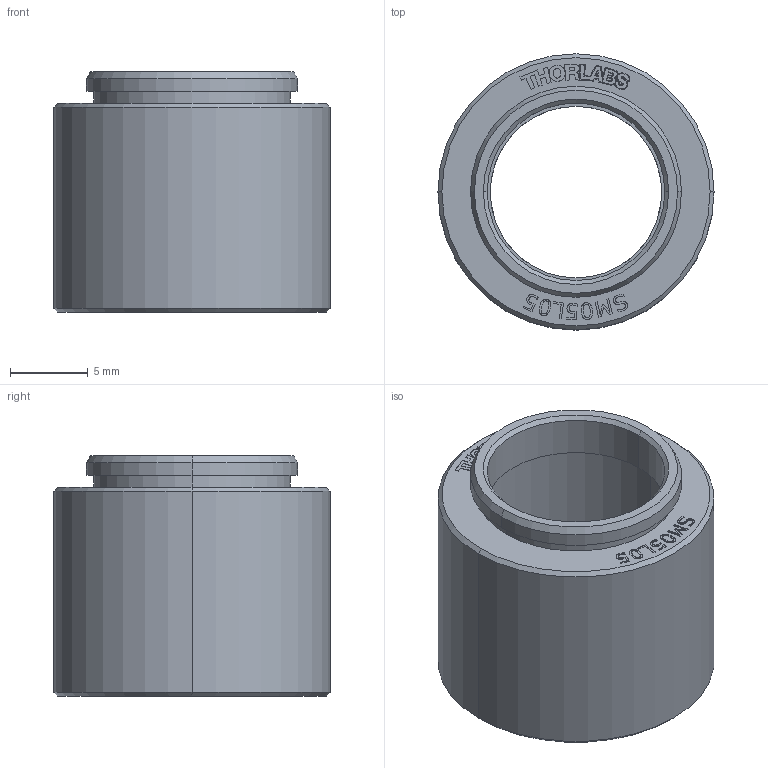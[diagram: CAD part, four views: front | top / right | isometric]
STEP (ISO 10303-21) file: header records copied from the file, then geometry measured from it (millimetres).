
FILE_DESCRIPTION (( 'STEP AP214' ), '1' );
FILE_NAME ('1690-E0W.STEP', '2016-05-18T15:34:55', ( 'admin' ), ( '' ), 'SwSTEP 2.0', 'SolidWorks 2014', '' );
FILE_SCHEMA (( 'AUTOMOTIVE_DESIGN' ));
Length unit declared in the file: millimetre
Products named in the file (1): 1690-E0W
Bounding box: 17.78 x 17.78 x 15.49 mm (x, y, z)
Volume: 1552.1 mm3; surface area: 2017.3 mm2
Topology: 2 solids, 2 shells, 310 faces, 824 edges, 545 vertices
Faces by surface type: bspline 174, plane 105, cylinder 16, cone 15
Entity records: 16960 total; most frequent: CARTESIAN_POINT 6946, ORIENTED_EDGE 1648, EDGE_CURVE 824, DIRECTION 801, VERTEX_POINT 545, VECTOR 417, LINE 417, B_SPLINE_CURVE_WITH_KNOTS 352
